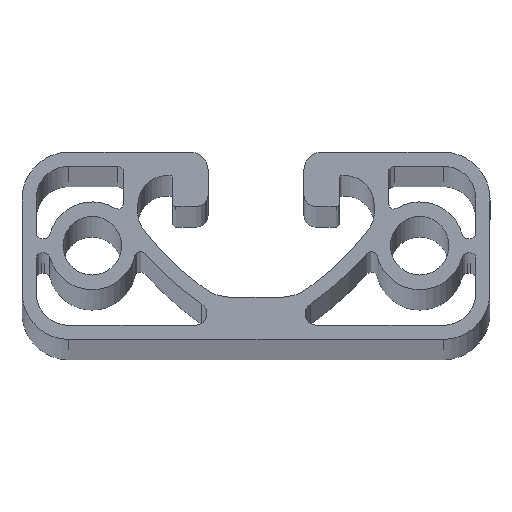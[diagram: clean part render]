
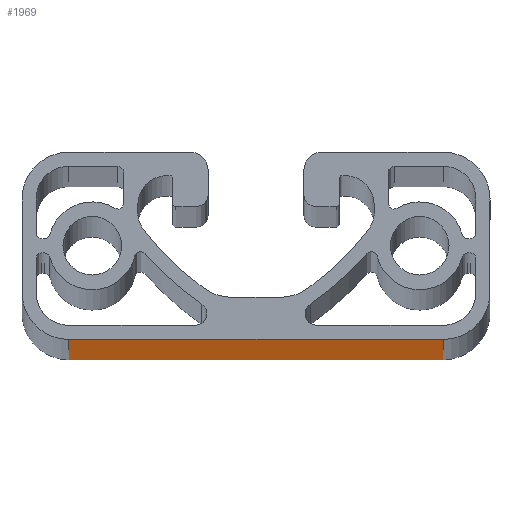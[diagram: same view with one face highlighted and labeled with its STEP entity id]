
A CAD part, top view. The second image highlights one B-rep face of the part: STEP entity #1969.
In plain terms, the highlighted planar face has unit normal (0, -1, 0).
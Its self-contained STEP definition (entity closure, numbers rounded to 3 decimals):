
#1911=CARTESIAN_POINT('',(32.,0.0,1000.0));
#1912=VERTEX_POINT('',#1911);
#1920=CARTESIAN_POINT('',(32.,0.0,0.0));
#1921=VERTEX_POINT('',#1920);
#1922=CARTESIAN_POINT('',(32.,0.0,0.0));
#1923=DIRECTION('',(0.0,0.0,1.0));
#1924=VECTOR('',#1923,1000.0);
#1925=LINE('',#1922,#1924);
#1926=EDGE_CURVE('',#1921,#1912,#1925,.T.);
#1939=CARTESIAN_POINT('',(32.,0.0,0.0));
#1940=DIRECTION('',(0.0,-1.0,0.0));
#1941=DIRECTION('',(0.0,0.0,-1.0));
#1942=AXIS2_PLACEMENT_3D('',#1939,#1940,#1941);
#1943=PLANE('',#1942);
#1944=CARTESIAN_POINT('',(0.0,0.0,1000.0));
#1945=VERTEX_POINT('',#1944);
#1946=CARTESIAN_POINT('',(32.,0.0,1000.0));
#1947=DIRECTION('',(-1.0,0.0,0.0));
#1948=VECTOR('',#1947,32.);
#1949=LINE('',#1946,#1948);
#1950=EDGE_CURVE('',#1912,#1945,#1949,.T.);
#1951=ORIENTED_EDGE('',*,*,#1950,.T.);
#1952=CARTESIAN_POINT('',(0.0,0.0,0.0));
#1953=VERTEX_POINT('',#1952);
#1954=CARTESIAN_POINT('',(0.0,0.0,0.0));
#1955=DIRECTION('',(0.0,0.0,1.0));
#1956=VECTOR('',#1955,1000.0);
#1957=LINE('',#1954,#1956);
#1958=EDGE_CURVE('',#1953,#1945,#1957,.T.);
#1959=ORIENTED_EDGE('',*,*,#1958,.F.);
#1960=CARTESIAN_POINT('',(0.0,0.0,0.0));
#1961=DIRECTION('',(1.0,0.0,0.0));
#1962=VECTOR('',#1961,32.);
#1963=LINE('',#1960,#1962);
#1964=EDGE_CURVE('',#1953,#1921,#1963,.T.);
#1965=ORIENTED_EDGE('',*,*,#1964,.T.);
#1966=ORIENTED_EDGE('',*,*,#1926,.T.);
#1967=EDGE_LOOP('',(#1951,#1959,#1965,#1966));
#1968=FACE_OUTER_BOUND('',#1967,.T.);
#1969=ADVANCED_FACE('',(#1968),#1943,.T.);
